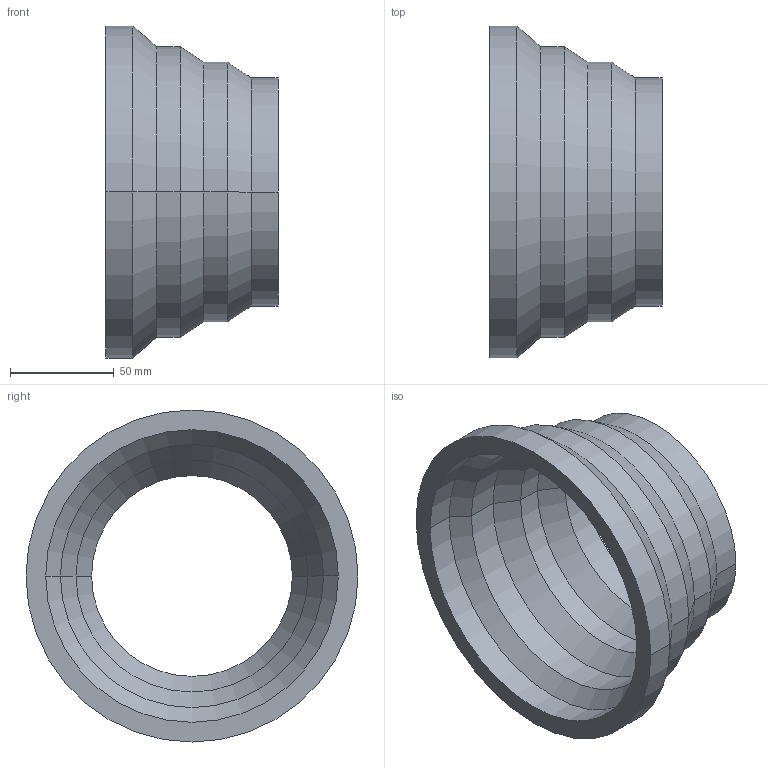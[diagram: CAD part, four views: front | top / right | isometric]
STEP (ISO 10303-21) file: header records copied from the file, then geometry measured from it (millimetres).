
FILE_DESCRIPTION( ( '' ), '1' );
FILE_NAME( 'AGRU_11007161117_PPR_grau_Reduktion_konzentrisch_160_110__SDR17__ISO_S-8_10.stp', '2018-02-08T14:15:40', ( '' ), ( '' ), ' ', ' ', ' ' );
FILE_SCHEMA( ( 'automotive_design' ) );
Length unit declared in the file: millimetre
Products named in the file (1): 1
Bounding box: 83 x 160 x 160 mm (x, y, z)
Volume: 247677.9 mm3; surface area: 78705.9 mm2
Topology: 1 solids, 1 shells, 30 faces, 60 edges, 32 vertices
Faces by surface type: cylinder 16, cone 12, plane 2
Entity records: 1492 total; most frequent: DIRECTION 154, STYLED_ITEM 123, PRESENTATION_STYLE_ASSIGNMENT 123, CARTESIAN_POINT 123, COLOUR_RGB 123, ORIENTED_EDGE 120, AXIS2_PLACEMENT_3D 63, EDGE_CURVE 60
